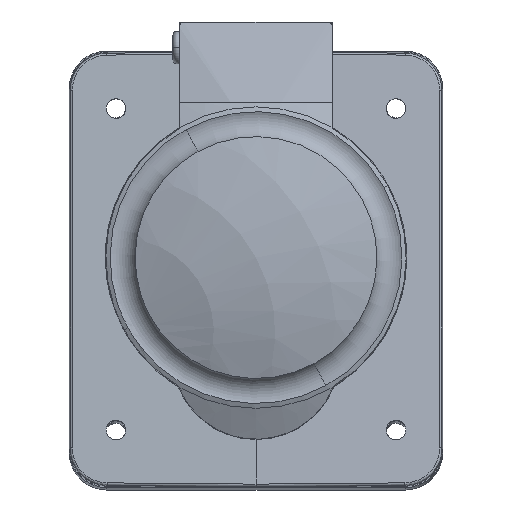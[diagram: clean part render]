
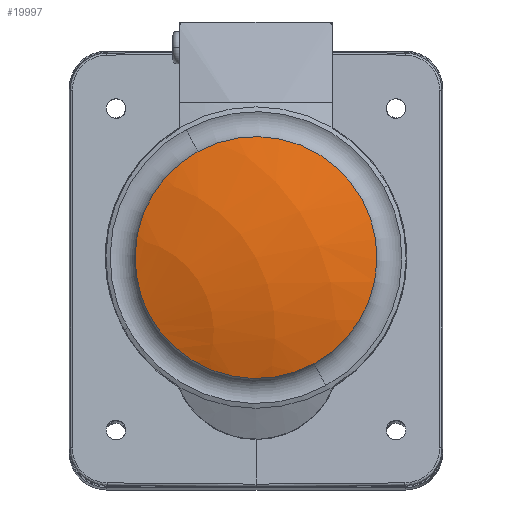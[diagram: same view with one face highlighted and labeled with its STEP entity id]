
A CAD part, front view. The second image highlights one B-rep face of the part: STEP entity #19997.
In plain terms, the highlighted spherical face has radius 80 mm.
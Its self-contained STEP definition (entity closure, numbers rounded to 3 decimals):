
#8029=CARTESIAN_POINT('',(0.,-9.42,0.));
#8030=DIRECTION('',(0.,1.,0.));
#8031=DIRECTION('',(0.479,0.,-0.878));
#8032=AXIS2_PLACEMENT_3D('',#8029,#8030,#8031);
#8034=CARTESIAN_POINT('',(0.,-9.42,0.));
#8035=DIRECTION('',(0.,1.,0.));
#8036=DIRECTION('',(-0.479,0.,0.878));
#8037=AXIS2_PLACEMENT_3D('',#8034,#8035,#8036);
#8656=CARTESIAN_POINT('',(-12.429,-9.42,
22.751));
#8657=CARTESIAN_POINT('',(12.429,-9.42,
-22.751));
#8658=VERTEX_POINT('',#8656);
#8659=VERTEX_POINT('',#8657);
#19988=CARTESIAN_POINT('',(0.,66.263,0.));
#19989=DIRECTION('',(-0.345,-0.919,-0.189));
#19990=DIRECTION('',(0.807,-0.393,0.441));
#19991=AXIS2_PLACEMENT_3D('',#19988,#19989,#19990);
#19992=SPHERICAL_SURFACE('',#19991,80.);
#19993=ORIENTED_EDGE('',*,*,#19983,.T.);
#19994=ORIENTED_EDGE('',*,*,#19969,.T.);
#19995=EDGE_LOOP('',(#19993,#19994));
#19996=FACE_OUTER_BOUND('',#19995,.F.);
#19997=ADVANCED_FACE('',(#19996),#19992,.T.);
#8033=CIRCLE('',#8032,25.925);
#8038=CIRCLE('',#8037,25.925);
#19969=EDGE_CURVE('',#8658,#8659,#8038,.T.);
#19983=EDGE_CURVE('',#8659,#8658,#8033,.T.);
